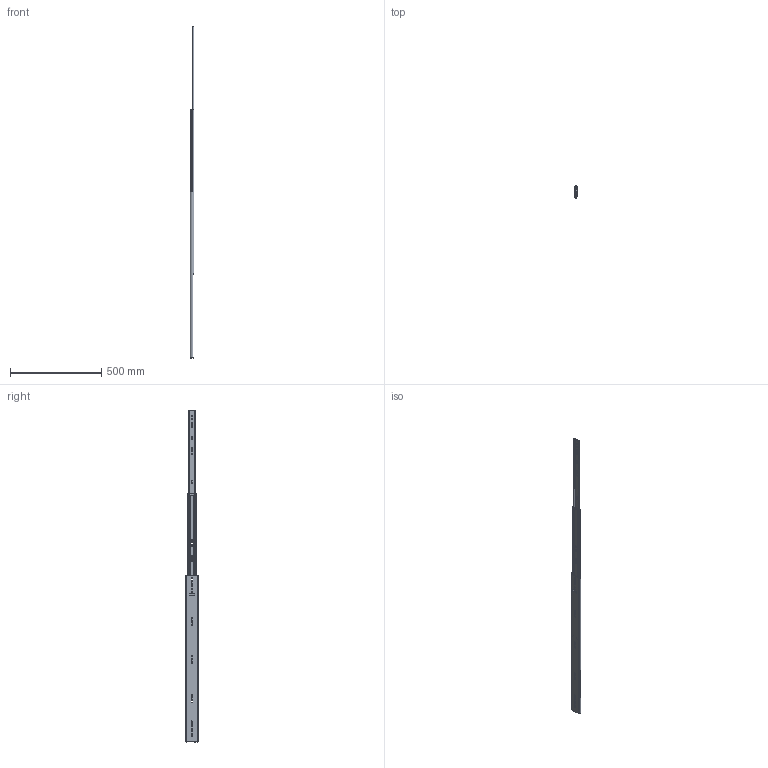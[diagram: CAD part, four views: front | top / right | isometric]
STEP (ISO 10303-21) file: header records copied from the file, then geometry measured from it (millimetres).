
FILE_DESCRIPTION (( 'STEP AP203' ), '1' );
FILE_NAME ('C690-36.STEP', '2020-06-24T05:17:28', ( '' ), ( '' ), 'SwSTEP 2.0', 'SolidWorks 2019', '' );
FILE_SCHEMA (( 'CONFIG_CONTROL_DESIGN' ));
Length unit declared in the file: millimetre
Products named in the file (5): SBP1019; IM C690-36; C690-36; CM C690-36; OM C690-36
Assembly tree (4 placements, depth 2):
  C690-36
    OM C690-36
    CM C690-36
    SBP1019
    IM C690-36
Bounding box: 20.5 x 69.75 x 1823.4 mm (x, y, z)
Volume: 486638.4 mm3; surface area: 405221.9 mm2
Topology: 4 solids, 4 shells, 449 faces, 1329 edges, 876 vertices
Faces by surface type: cylinder 240, plane 203, torus 6
Entity records: 16008 total; most frequent: CARTESIAN_POINT 2819, DIRECTION 2705, ORIENTED_EDGE 2658, EDGE_CURVE 1329, AXIS2_PLACEMENT_3D 942, VERTEX_POINT 876, LINE 821, VECTOR 821
